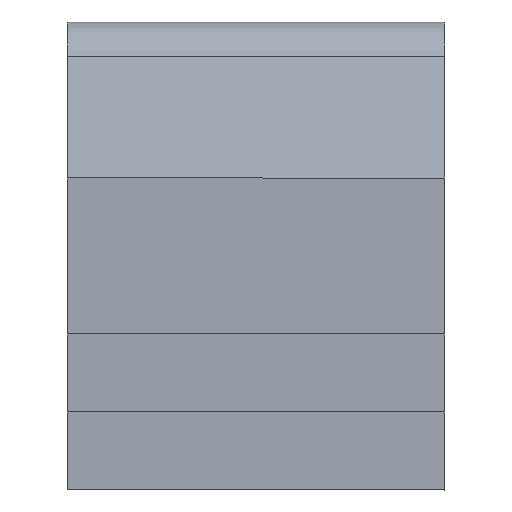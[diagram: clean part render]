
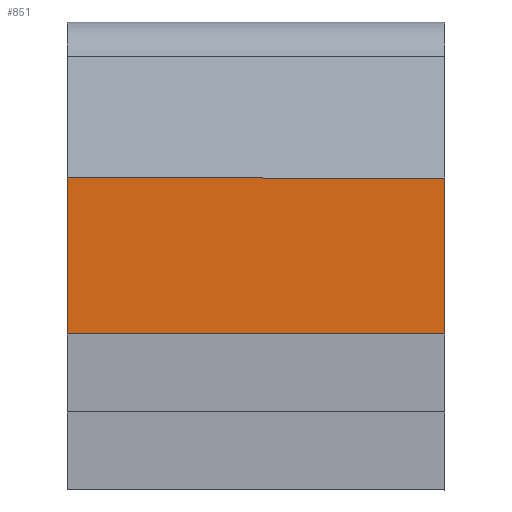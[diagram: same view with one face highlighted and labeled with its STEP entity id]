
A CAD part, left-side view. The second image highlights one B-rep face of the part: STEP entity #851.
In plain terms, the highlighted planar face has unit normal (-1, 0, 0).
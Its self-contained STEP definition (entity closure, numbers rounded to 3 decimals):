
#12 = LINE ( 'NONE', #68, #852 ) ;
#26 = ORIENTED_EDGE ( 'NONE', *, *, #204, .T. ) ;
#45 = CARTESIAN_POINT ( 'NONE',  ( -3.125, -3.07, 1.27 ) ) ;
#47 = ORIENTED_EDGE ( 'NONE', *, *, #241, .F. ) ;
#48 = FACE_OUTER_BOUND ( 'NONE', #128, .T. ) ;
#68 = CARTESIAN_POINT ( 'NONE',  ( -3.125, -3.07, 1.27 ) ) ;
#78 = DIRECTION ( 'NONE',  ( 0., 0., 1. ) ) ;
#111 = AXIS2_PLACEMENT_3D ( 'NONE', #191, #600, #328 ) ;
#118 = EDGE_CURVE ( 'NONE', #702, #541, #256, .T. ) ;
#128 = EDGE_LOOP ( 'NONE', ( #26, #592, #47, #595 ) ) ;
#135 = DIRECTION ( 'NONE',  ( 0., 0., 1. ) ) ;
#143 = CARTESIAN_POINT ( 'NONE',  ( -3.125, 0., 1.27 ) ) ;
#150 = CARTESIAN_POINT ( 'NONE',  ( -3.125, 0., 1.27 ) ) ;
#171 = CARTESIAN_POINT ( 'NONE',  ( -3.125, 0., 2.54 ) ) ;
#181 = DIRECTION ( 'NONE',  ( 0., -1., 0. ) ) ;
#189 = VERTEX_POINT ( 'NONE', #673 ) ;
#191 = CARTESIAN_POINT ( 'NONE',  ( -3.125, 0., 1.27 ) ) ;
#204 = EDGE_CURVE ( 'NONE', #541, #674, #12, .T. ) ;
#241 = EDGE_CURVE ( 'NONE', #702, #189, #338, .T. ) ;
#250 = PLANE ( 'NONE',  #111 ) ;
#256 = LINE ( 'NONE', #788, #332 ) ;
#326 = DIRECTION ( 'NONE',  ( 0., -1., 0. ) ) ;
#328 = DIRECTION ( 'NONE',  ( 0., 0., 1. ) ) ;
#332 = VECTOR ( 'NONE', #326, 1000. ) ;
#338 = LINE ( 'NONE', #143, #639 ) ;
#468 = EDGE_CURVE ( 'NONE', #189, #674, #847, .T. ) ;
#483 = CARTESIAN_POINT ( 'NONE',  ( -3.125, -3.07, 2.54 ) ) ;
#502 = VECTOR ( 'NONE', #181, 1000. ) ;
#541 = VERTEX_POINT ( 'NONE', #45 ) ;
#592 = ORIENTED_EDGE ( 'NONE', *, *, #468, .F. ) ;
#595 = ORIENTED_EDGE ( 'NONE', *, *, #118, .T. ) ;
#600 = DIRECTION ( 'NONE',  ( -1., 0., 0. ) ) ;
#639 = VECTOR ( 'NONE', #78, 1000. ) ;
#673 = CARTESIAN_POINT ( 'NONE',  ( -3.125, 0., 2.54 ) ) ;
#674 = VERTEX_POINT ( 'NONE', #483 ) ;
#702 = VERTEX_POINT ( 'NONE', #150 ) ;
#788 = CARTESIAN_POINT ( 'NONE',  ( -3.125, 0., 1.27 ) ) ;
#847 = LINE ( 'NONE', #171, #502 ) ;
#851 = ADVANCED_FACE ( 'NONE', ( #48 ), #250, .T. ) ;
#852 = VECTOR ( 'NONE', #135, 1000. ) ;
